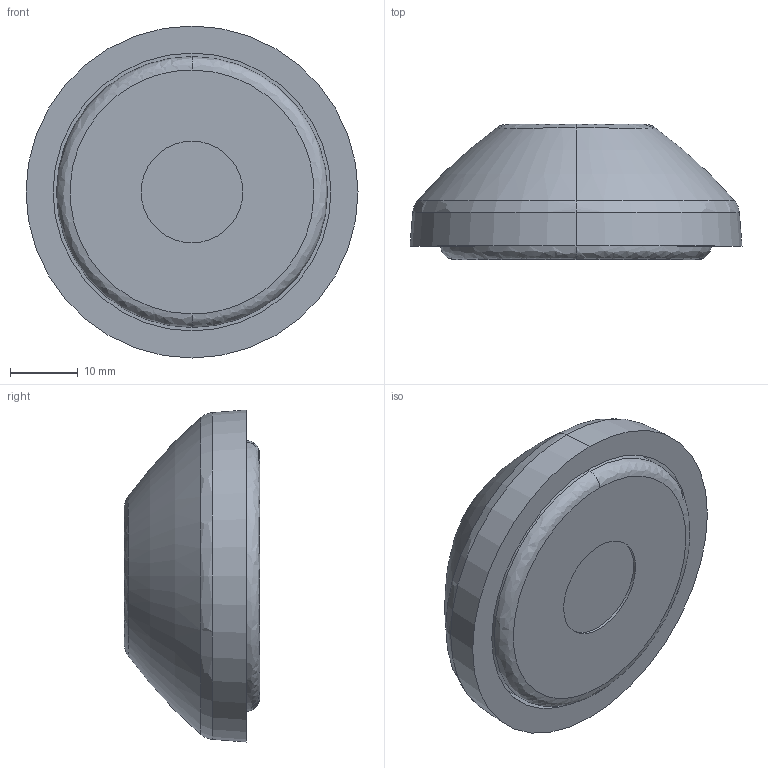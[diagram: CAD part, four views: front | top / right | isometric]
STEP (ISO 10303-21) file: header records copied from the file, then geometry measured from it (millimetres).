
FILE_DESCRIPTION (( 'STEP AP203' ), '1' );
FILE_NAME ('403600121_c_1.STEP', '2023-04-28T05:06:21', ( '' ), ( '' ), 'SwSTEP 2.0', 'SolidWorks 2014', '' );
FILE_SCHEMA (( 'CONFIG_CONTROL_DESIGN' ));
Length unit declared in the file: millimetre
Products named in the file (1): 403600121_c_1
Bounding box: 49 x 20 x 49 mm (x, y, z)
Volume: 24481.1 mm3; surface area: 6915.1 mm2
Topology: 1 solids, 1 shells, 26 faces, 54 edges, 32 vertices
Faces by surface type: bspline 9, cylinder 6, plane 5, cone 4, torus 2
Entity records: 864 total; most frequent: CARTESIAN_POINT 264, DIRECTION 118, ORIENTED_EDGE 104, AXIS2_PLACEMENT_3D 54, EDGE_CURVE 52, CIRCLE 36, VERTEX_POINT 32, EDGE_LOOP 30
